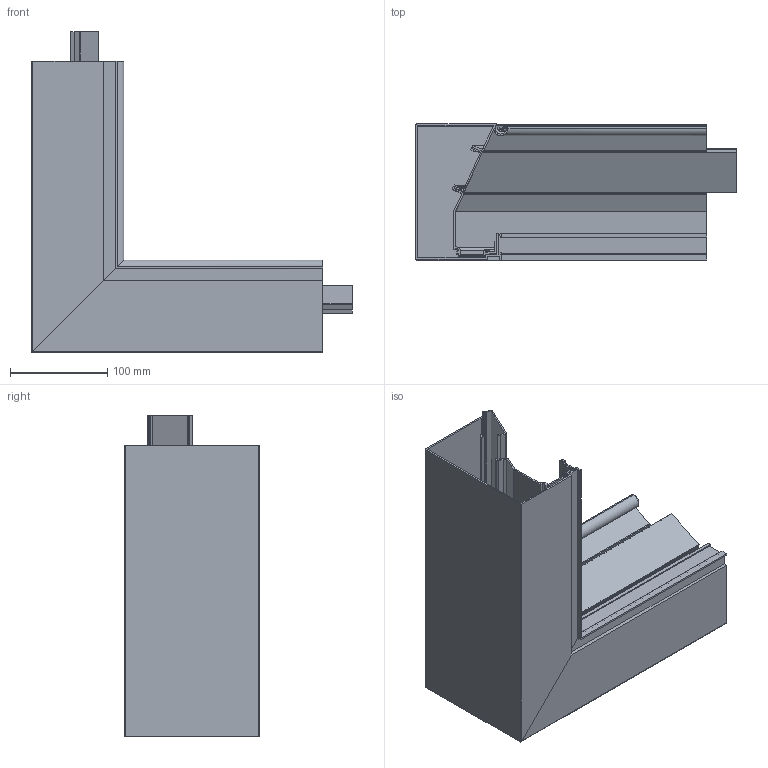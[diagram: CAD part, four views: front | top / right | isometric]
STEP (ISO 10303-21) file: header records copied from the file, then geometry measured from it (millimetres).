
FILE_DESCRIPTION (( 'STEP AP214' ), '1' );
FILE_NAME ('6115795.stp', '2016-06-21T09:14:43', ( '' ), ( '' ), 'SwSTEP 2.0', 'SolidWorks 2014', '' );
FILE_SCHEMA (( 'AUTOMOTIVE_DESIGN' ));
Length unit declared in the file: millimetre
Products named in the file (7): 051161_mit Zusatzclinch f〉 Formst…ke; P_34513792_1_L=2000; 047619_mit Zusatzclinch f〉 Formst…k; 6115795
Assembly tree (6 placements, depth 2):
  6115795
    047619_mit Zusatzclinch f〉 Formst…k
    051161_mit Zusatzclinch f〉 Formst…ke
    P_34513792_1_L=2000
    047619_mit Zusatzclinch f〉 Formst…k
    P_34513792_1_L=2000
    051161_mit Zusatzclinch f〉 Formst…ke
Bounding box: 330 x 140 x 330 mm (x, y, z)
Volume: 565792.5 mm3; surface area: 663729.5 mm2
Topology: 6 solids, 6 shells, 296 faces, 852 edges, 568 vertices
Faces by surface type: plane 210, cylinder 86
Entity records: 9880 total; most frequent: CARTESIAN_POINT 1995, ORIENTED_EDGE 1704, DIRECTION 1462, EDGE_CURVE 852, VECTOR 680, LINE 680, VERTEX_POINT 568, AXIS2_PLACEMENT_3D 391
